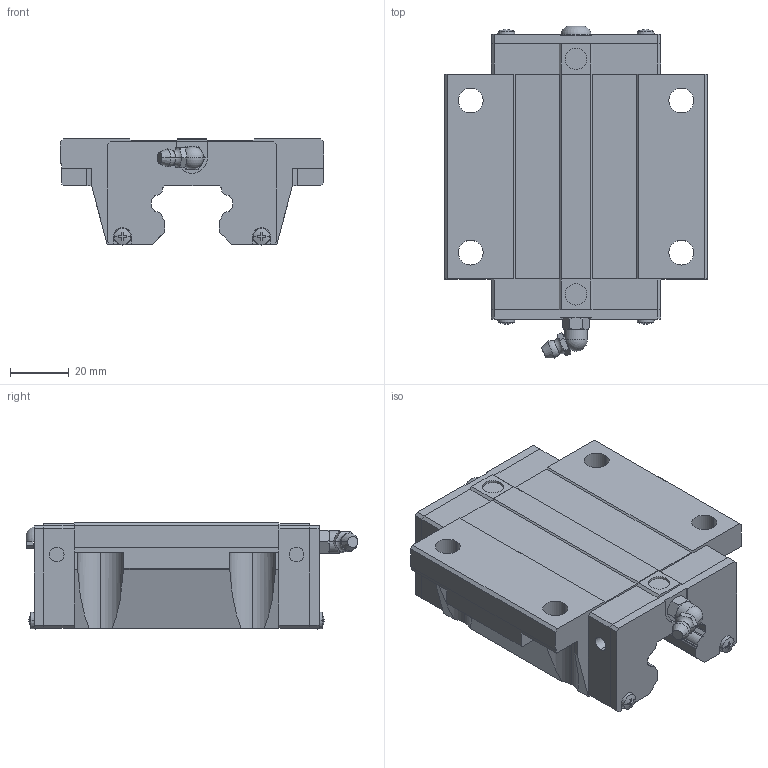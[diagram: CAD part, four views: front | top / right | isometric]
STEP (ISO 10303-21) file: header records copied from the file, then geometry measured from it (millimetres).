
FILE_DESCRIPTION (( 'STEP AP214' ), '1' );
FILE_NAME ('HGW30H.STEP', '2025-10-21T07:25:15', ( '' ), ( '' ), 'SwSTEP 2.0', 'SolidWorks 2024', '' );
FILE_SCHEMA (( 'AUTOMOTIVE_DESIGN' ));
Length unit declared in the file: millimetre
Products named in the file (1): HGW30H
Bounding box: 90 x 113.51 x 36.3 mm (x, y, z)
Volume: 187681.5 mm3; surface area: 33907.9 mm2
Topology: 1 solids, 5 shells, 655 faces, 1786 edges, 1168 vertices
Faces by surface type: plane 396, bspline 105, cylinder 94, cone 38, torus 20, sphere 2
Entity records: 26339 total; most frequent: CARTESIAN_POINT 10626, ORIENTED_EDGE 3556, DIRECTION 2792, EDGE_CURVE 1778, VECTOR 1176, LINE 1176, VERTEX_POINT 1166, AXIS2_PLACEMENT_3D 808
